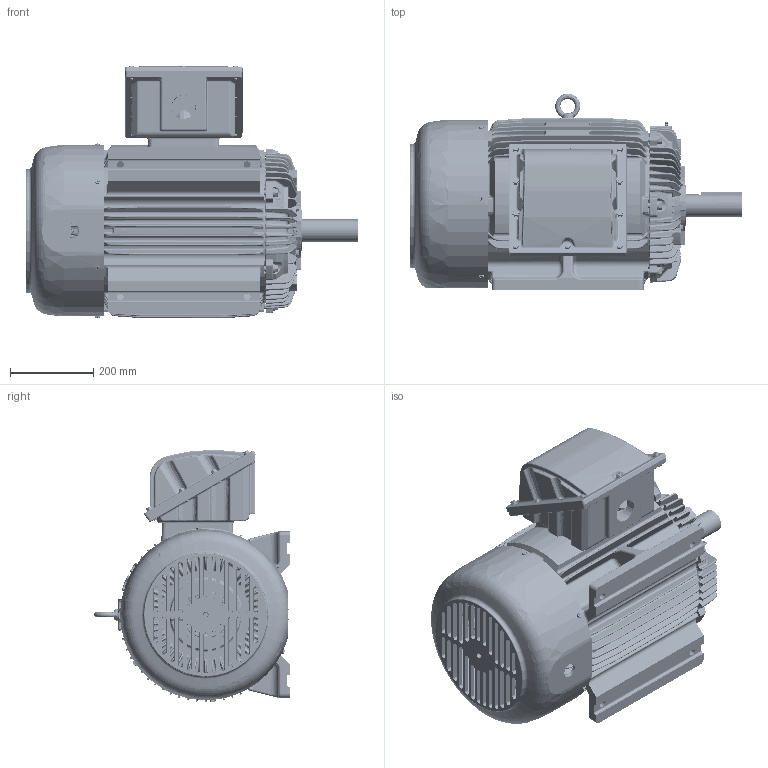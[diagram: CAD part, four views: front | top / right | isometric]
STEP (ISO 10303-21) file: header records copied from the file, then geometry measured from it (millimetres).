
FILE_DESCRIPTION(('CATIA V5 STEP Exchange'),'2;1');
FILE_NAME('31043A285--AEHHXU-326T.stp','2017-09-14T11:36:12+00:00',('none'),('none'),'Version 5-6 Release 2012','CATIA V5 STEP AP203','none');
FILE_SCHEMA(('CONFIG_CONTROL_DESIGN'));
Length unit declared in the file: millimetre
Products named in the file (1): 31043A285--AEHHXU-326T
Bounding box: 798.1 x 472.17 x 606.04 mm (x, y, z)
Volume: 26767262 mm3; surface area: 4330384.8 mm2
Topology: 4 solids, 60 shells, 11329 faces, 29354 edges, 17472 vertices
Faces by surface type: bspline 4560, cylinder 2312, plane 1755, cone 1115, torus 1013, sphere 554, revolution 20
Entity records: 482580 total; most frequent: CARTESIAN_POINT 272700, ORIENTED_EDGE 57190, EDGE_CURVE 28595, DIRECTION 24950, VERTEX_POINT 17472, AXIS2_PLACEMENT_3D 12719, EDGE_LOOP 11637, ADVANCED_FACE 11329
